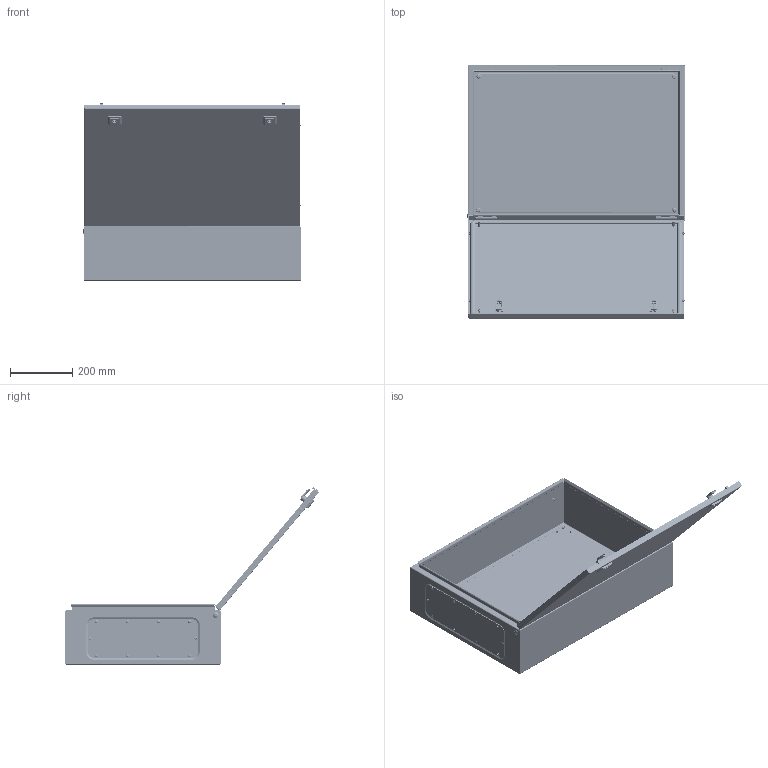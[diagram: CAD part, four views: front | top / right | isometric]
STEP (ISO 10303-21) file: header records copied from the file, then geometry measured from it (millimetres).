
FILE_DESCRIPTION (( 'STEP AP203' ), '1' );
FILE_NAME ('700x500x200 R5CE0752.step', '2012-04-04T14:17:45', ( 'User' ), ( 'DKC' ), 'SwSTEP 2.0', 'SolidWorks 2011', '' );
FILE_SCHEMA (( 'CONFIG_CONTROL_DESIGN' ));
Length unit declared in the file: millimetre
Products named in the file (34): 700x500x200 R5CE0752; AC00C380 for transportation_Default; Mounting plates CE 11111_700x500; Sealant of perno AC00C409; Perno AC00C401_AC00C401; Dead door CE assemble 11111_700õ500 CB02C265; sealant for door CE_700x500; CERNIERA SALDATA_Default; End-cup AC00C112_Default; MOLLA AC00C344_AC00C344; Handle small door CE; Sealant AC00356; AC00C348; Hex Flange Bolt M6x10_ISO 4162 - M6 x 12 x 12-S; Linguetta CE_handle CE; Inserto a doppio pettine AC00C443_AC00C343; BASETTA ESTERNA PER BOX AC00C503_AC00C503; Dead door CE 11111_700x500; Frames CE assemble 11111_700x500x200 R5CE0752; AC00C316_AC00C316; end-cap_AC00C061; land; Tapping screw 4.8x9.5 AC00C352_AC00C352; End-cup AC00C383_Default; Tapping screw 4.2x16_Tapping screw 4.2x16; Blocchetto fissaggio cerniera AC00C354_AC00C354; CERNIERA AC00C399_Default; Flange nut M6_ISO 7044-M6-S; Perno M6 AC00C145_1; Sealant AC00C355; End-cup AC00C317_Default; Flanges CE_327x97; Sealants of flange_327x97; Frames CE 11111_700x500x200
Assembly tree (85 placements, depth 4):
  700x500x200 R5CE0752
    Flange nut M6_ISO 7044-M6-S  x4
    AC00C380 for transportation_Default  x2
    Perno AC00C401_AC00C401  x2
    Sealant of perno AC00C409  x2
    Frames CE assemble 11111_700x500x200 R5CE0752
      Tapping screw 4.8x9.5 AC00C352_AC00C352  x12
      Blocchetto fissaggio cerniera AC00C354_AC00C354  x2
      Flange nut M6_ISO 7044-M6-S  x4
      Sealant AC00C355  x4
      Perno M6 AC00C145_1  x4
      CERNIERA AC00C399_Default  x2
      End-cup AC00C317_Default  x4
      Frames CE 11111_700x500x200
      Tapping screw 4.2x16_Tapping screw 4.2x16  x4
      End-cup AC00C383_Default  x2
      Flanges CE_327x97
      AC00C316_AC00C316
      land  x4
      end-cap_AC00C061  x2
      Sealants of flange_327x97
    Mounting plates CE 11111_700x500
    Dead door CE assemble 11111_700õ500 CB02C265
      land  x4
      MOLLA AC00C344_AC00C344  x2
      CERNIERA SALDATA_Default  x2
      End-cup AC00C112_Default  x4
      Handle small door CE  x2
        Sealant AC00356
        Linguetta CE_handle CE
        AC00C348
        BASETTA ESTERNA PER BOX AC00C503_AC00C503
        Hex Flange Bolt M6x10_ISO 4162 - M6 x 12 x 12-S
        Inserto a doppio pettine AC00C443_AC00C343
      end-cap_AC00C061  x2
      Dead door CE 11111_700x500
      sealant for door CE_700x500
Bounding box: 702.5 x 816.04 x 574.97 mm (x, y, z)
Volume: 2785339.5 mm3; surface area: 3330796 mm2
Topology: 95 solids, 95 shells, 7565 faces, 19913 edges, 12650 vertices
Faces by surface type: bspline 2616, cylinder 1929, plane 1512, cone 1278, torus 188, sphere 42
Entity records: 148373 total; most frequent: CARTESIAN_POINT 92621, ORIENTED_EDGE 11378, DIRECTION 9551, EDGE_CURVE 5689, VERTEX_POINT 3582, AXIS2_PLACEMENT_3D 3505, LINE 2541, VECTOR 2541
